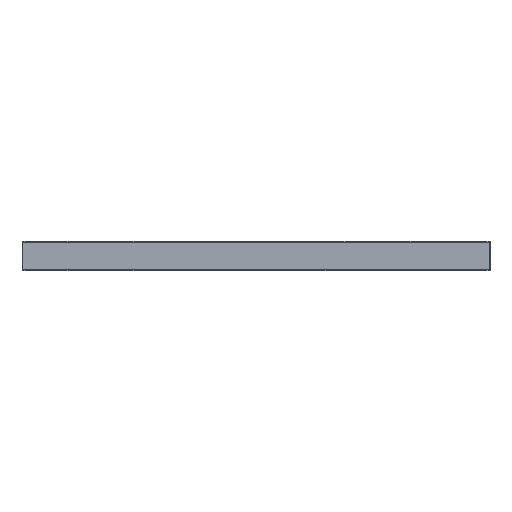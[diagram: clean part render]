
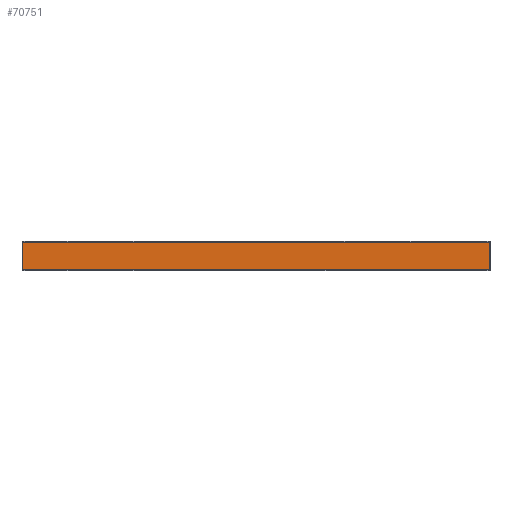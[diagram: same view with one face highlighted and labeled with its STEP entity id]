
A CAD part, left-side view. The second image highlights one B-rep face of the part: STEP entity #70751.
In plain terms, the highlighted planar face has unit normal (-1, 0, 0).
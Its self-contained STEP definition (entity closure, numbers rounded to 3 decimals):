
#69817 = VERTEX_POINT('',#69818);
#69818 = CARTESIAN_POINT('',(-12.065,-11.43,1.09));
#69824 = EDGE_CURVE('',#69825,#69817,#69827,.T.);
#69825 = VERTEX_POINT('',#69826);
#69826 = CARTESIAN_POINT('',(-12.065,-11.43,0.));
#69827 = LINE('',#69828,#69829);
#69828 = CARTESIAN_POINT('',(-12.065,-11.43,0.));
#69829 = VECTOR('',#69830,1.);
#69830 = DIRECTION('',(0.,0.,1.));
#69848 = EDGE_CURVE('',#69825,#69849,#69851,.T.);
#69849 = VERTEX_POINT('',#69850);
#69850 = CARTESIAN_POINT('',(-12.065,6.985,0.));
#69851 = LINE('',#69852,#69853);
#69852 = CARTESIAN_POINT('',(-12.065,-11.43,0.));
#69853 = VECTOR('',#69854,1.);
#69854 = DIRECTION('',(0.,1.,0.));
#70294 = EDGE_CURVE('',#69817,#70295,#70297,.T.);
#70295 = VERTEX_POINT('',#70296);
#70296 = CARTESIAN_POINT('',(-12.065,6.985,1.09));
#70297 = LINE('',#70298,#70299);
#70298 = CARTESIAN_POINT('',(-12.065,-11.43,1.09));
#70299 = VECTOR('',#70300,1.);
#70300 = DIRECTION('',(0.,1.,0.));
#70751 = ADVANCED_FACE('',(#70752),#70763,.T.);
#70752 = FACE_BOUND('',#70753,.T.);
#70753 = EDGE_LOOP('',(#70754,#70755,#70756,#70762));
#70754 = ORIENTED_EDGE('',*,*,#69824,.T.);
#70755 = ORIENTED_EDGE('',*,*,#70294,.T.);
#70756 = ORIENTED_EDGE('',*,*,#70757,.F.);
#70757 = EDGE_CURVE('',#69849,#70295,#70758,.T.);
#70758 = LINE('',#70759,#70760);
#70759 = CARTESIAN_POINT('',(-12.065,6.985,0.));
#70760 = VECTOR('',#70761,1.);
#70761 = DIRECTION('',(0.,0.,1.));
#70762 = ORIENTED_EDGE('',*,*,#69848,.F.);
#70763 = PLANE('',#70764);
#70764 = AXIS2_PLACEMENT_3D('',#70765,#70766,#70767);
#70765 = CARTESIAN_POINT('',(-12.065,-11.43,0.));
#70766 = DIRECTION('',(-1.,0.,0.));
#70767 = DIRECTION('',(0.,1.,0.));
